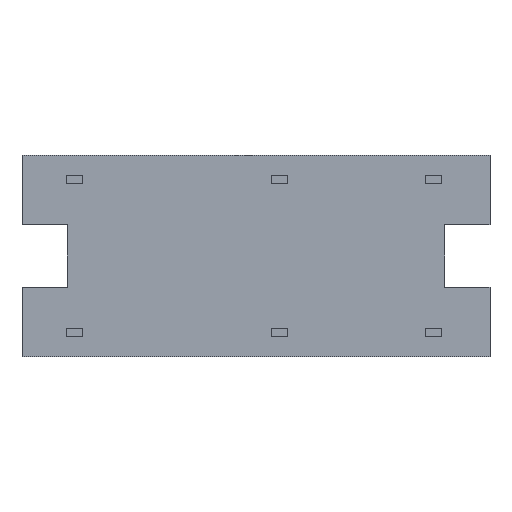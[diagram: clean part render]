
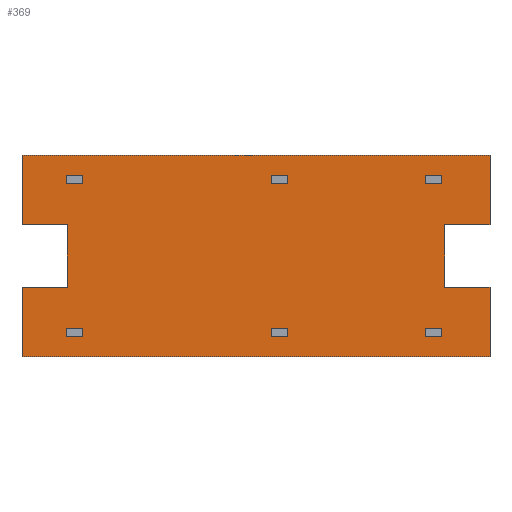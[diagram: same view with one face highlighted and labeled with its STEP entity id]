
A CAD part, front view. The second image highlights one B-rep face of the part: STEP entity #369.
In plain terms, the highlighted planar face has unit normal (0, -1, 0).
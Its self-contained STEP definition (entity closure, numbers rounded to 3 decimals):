
#369=ADVANCED_FACE('',(#743,#744,#745,#746,#747,#748,#749),#750,.T.);
#743=FACE_BOUND('',#1116,.T.);
#744=FACE_BOUND('',#1117,.T.);
#745=FACE_BOUND('',#1118,.T.);
#746=FACE_BOUND('',#1119,.T.);
#747=FACE_BOUND('',#1120,.T.);
#748=FACE_BOUND('',#1121,.T.);
#749=FACE_OUTER_BOUND('',#1122,.T.);
#750=PLANE('',#1123);
#1116=EDGE_LOOP('',(#2132,#2133,#2134,#2135));
#1117=EDGE_LOOP('',(#2136,#2137,#2138,#2139));
#1118=EDGE_LOOP('',(#2140,#2141,#2142,#2143));
#1119=EDGE_LOOP('',(#2144,#2145,#2146,#2147));
#1120=EDGE_LOOP('',(#2148,#2149,#2150,#2151));
#1121=EDGE_LOOP('',(#2152,#2153,#2154,#2155));
#1122=EDGE_LOOP('',(#2156,#2157,#2158,#2159,#2160,#2161,#2162,#2163,#2164,#2165,#2166,#2167));
#1123=AXIS2_PLACEMENT_3D('',#2168,#2169,#2170);
#2132=ORIENTED_EDGE('',*,*,#2205,.T.);
#2133=ORIENTED_EDGE('',*,*,#2200,.T.);
#2134=ORIENTED_EDGE('',*,*,#2209,.T.);
#2135=ORIENTED_EDGE('',*,*,#2215,.T.);
#2136=ORIENTED_EDGE('',*,*,#2222,.T.);
#2137=ORIENTED_EDGE('',*,*,#2217,.T.);
#2138=ORIENTED_EDGE('',*,*,#2226,.T.);
#2139=ORIENTED_EDGE('',*,*,#2232,.T.);
#2140=ORIENTED_EDGE('',*,*,#2239,.T.);
#2141=ORIENTED_EDGE('',*,*,#2234,.T.);
#2142=ORIENTED_EDGE('',*,*,#2243,.T.);
#2143=ORIENTED_EDGE('',*,*,#2249,.T.);
#2144=ORIENTED_EDGE('',*,*,#2256,.T.);
#2145=ORIENTED_EDGE('',*,*,#2251,.T.);
#2146=ORIENTED_EDGE('',*,*,#2260,.T.);
#2147=ORIENTED_EDGE('',*,*,#2266,.T.);
#2148=ORIENTED_EDGE('',*,*,#2273,.T.);
#2149=ORIENTED_EDGE('',*,*,#2268,.T.);
#2150=ORIENTED_EDGE('',*,*,#2277,.T.);
#2151=ORIENTED_EDGE('',*,*,#2283,.T.);
#2152=ORIENTED_EDGE('',*,*,#2290,.T.);
#2153=ORIENTED_EDGE('',*,*,#2285,.T.);
#2154=ORIENTED_EDGE('',*,*,#2294,.T.);
#2155=ORIENTED_EDGE('',*,*,#2300,.T.);
#2156=ORIENTED_EDGE('',*,*,#2319,.T.);
#2157=ORIENTED_EDGE('',*,*,#2605,.F.);
#2158=ORIENTED_EDGE('',*,*,#2612,.T.);
#2159=ORIENTED_EDGE('',*,*,#2414,.T.);
#2160=ORIENTED_EDGE('',*,*,#2405,.T.);
#2161=ORIENTED_EDGE('',*,*,#2412,.T.);
#2162=ORIENTED_EDGE('',*,*,#2398,.T.);
#2163=ORIENTED_EDGE('',*,*,#2420,.T.);
#2164=ORIENTED_EDGE('',*,*,#2613,.T.);
#2165=ORIENTED_EDGE('',*,*,#2395,.F.);
#2166=ORIENTED_EDGE('',*,*,#2304,.T.);
#2167=ORIENTED_EDGE('',*,*,#2312,.T.);
#2168=CARTESIAN_POINT('',(0.,0.0,-5.0));
#2169=DIRECTION('',(0.0,-1.0,0.0));
#2170=DIRECTION('',(1.0,0.0,0.0));
#2200=EDGE_CURVE('',#2617,#2618,#2619,.T.);
#2205=EDGE_CURVE('',#2626,#2617,#2627,.T.);
#2209=EDGE_CURVE('',#2618,#2632,#2633,.T.);
#2215=EDGE_CURVE('',#2632,#2626,#2640,.T.);
#2217=EDGE_CURVE('',#2642,#2643,#2644,.T.);
#2222=EDGE_CURVE('',#2651,#2642,#2652,.T.);
#2226=EDGE_CURVE('',#2643,#2657,#2658,.T.);
#2232=EDGE_CURVE('',#2657,#2651,#2665,.T.);
#2234=EDGE_CURVE('',#2667,#2668,#2669,.T.);
#2239=EDGE_CURVE('',#2676,#2667,#2677,.T.);
#2243=EDGE_CURVE('',#2668,#2682,#2683,.T.);
#2249=EDGE_CURVE('',#2682,#2676,#2690,.T.);
#2251=EDGE_CURVE('',#2692,#2693,#2694,.T.);
#2256=EDGE_CURVE('',#2701,#2692,#2702,.T.);
#2260=EDGE_CURVE('',#2693,#2707,#2708,.T.);
#2266=EDGE_CURVE('',#2707,#2701,#2715,.T.);
#2268=EDGE_CURVE('',#2717,#2718,#2719,.T.);
#2273=EDGE_CURVE('',#2726,#2717,#2727,.T.);
#2277=EDGE_CURVE('',#2718,#2732,#2733,.T.);
#2283=EDGE_CURVE('',#2732,#2726,#2740,.T.);
#2285=EDGE_CURVE('',#2742,#2743,#2744,.T.);
#2290=EDGE_CURVE('',#2751,#2742,#2752,.T.);
#2294=EDGE_CURVE('',#2743,#2757,#2758,.T.);
#2300=EDGE_CURVE('',#2757,#2751,#2765,.T.);
#2304=EDGE_CURVE('',#2772,#2770,#2773,.T.);
#2312=EDGE_CURVE('',#2770,#2784,#2786,.T.);
#2319=EDGE_CURVE('',#2784,#2796,#2798,.T.);
#2395=EDGE_CURVE('',#2772,#2938,#2939,.T.);
#2398=EDGE_CURVE('',#2942,#2943,#2944,.T.);
#2405=EDGE_CURVE('',#2954,#2955,#2956,.T.);
#2412=EDGE_CURVE('',#2955,#2942,#2966,.T.);
#2414=EDGE_CURVE('',#2968,#2954,#2969,.T.);
#2420=EDGE_CURVE('',#2943,#2976,#2978,.T.);
#2605=EDGE_CURVE('',#3219,#2796,#3221,.T.);
#2612=EDGE_CURVE('',#3219,#2968,#3229,.T.);
#2613=EDGE_CURVE('',#2976,#2938,#3230,.T.);
#2617=VERTEX_POINT('',#3234);
#2618=VERTEX_POINT('',#3235);
#2619=LINE('',#3236,#3237);
#2626=VERTEX_POINT('',#3247);
#2627=LINE('',#3248,#3249);
#2632=VERTEX_POINT('',#3256);
#2633=LINE('',#3257,#3258);
#2640=LINE('',#3268,#3269);
#2642=VERTEX_POINT('',#3271);
#2643=VERTEX_POINT('',#3272);
#2644=LINE('',#3273,#3274);
#2651=VERTEX_POINT('',#3284);
#2652=LINE('',#3285,#3286);
#2657=VERTEX_POINT('',#3293);
#2658=LINE('',#3294,#3295);
#2665=LINE('',#3305,#3306);
#2667=VERTEX_POINT('',#3308);
#2668=VERTEX_POINT('',#3309);
#2669=LINE('',#3310,#3311);
#2676=VERTEX_POINT('',#3321);
#2677=LINE('',#3322,#3323);
#2682=VERTEX_POINT('',#3330);
#2683=LINE('',#3331,#3332);
#2690=LINE('',#3342,#3343);
#2692=VERTEX_POINT('',#3345);
#2693=VERTEX_POINT('',#3346);
#2694=LINE('',#3347,#3348);
#2701=VERTEX_POINT('',#3358);
#2702=LINE('',#3359,#3360);
#2707=VERTEX_POINT('',#3367);
#2708=LINE('',#3368,#3369);
#2715=LINE('',#3379,#3380);
#2717=VERTEX_POINT('',#3382);
#2718=VERTEX_POINT('',#3383);
#2719=LINE('',#3384,#3385);
#2726=VERTEX_POINT('',#3395);
#2727=LINE('',#3396,#3397);
#2732=VERTEX_POINT('',#3404);
#2733=LINE('',#3405,#3406);
#2740=LINE('',#3416,#3417);
#2742=VERTEX_POINT('',#3419);
#2743=VERTEX_POINT('',#3420);
#2744=LINE('',#3421,#3422);
#2751=VERTEX_POINT('',#3432);
#2752=LINE('',#3433,#3434);
#2757=VERTEX_POINT('',#3441);
#2758=LINE('',#3442,#3443);
#2765=LINE('',#3453,#3454);
#2770=VERTEX_POINT('',#3460);
#2772=VERTEX_POINT('',#3463);
#2773=LINE('',#3464,#3465);
#2784=VERTEX_POINT('',#3481);
#2786=LINE('',#3484,#3485);
#2796=VERTEX_POINT('',#3499);
#2798=LINE('',#3502,#3503);
#2938=VERTEX_POINT('',#3712);
#2939=LINE('',#3713,#3714);
#2942=VERTEX_POINT('',#3718);
#2943=VERTEX_POINT('',#3719);
#2944=LINE('',#3720,#3721);
#2954=VERTEX_POINT('',#3736);
#2955=VERTEX_POINT('',#3737);
#2956=LINE('',#3738,#3739);
#2966=LINE('',#3754,#3755);
#2968=VERTEX_POINT('',#3757);
#2969=LINE('',#3758,#3759);
#2976=VERTEX_POINT('',#3769);
#2978=LINE('',#3772,#3773);
#3219=VERTEX_POINT('',#4129);
#3221=LINE('',#4132,#4133);
#3229=LINE('',#4144,#4145);
#3230=LINE('',#4146,#4147);
#3234=CARTESIAN_POINT('',(8.39,0.0,3.61));
#3235=CARTESIAN_POINT('',(8.39,0.0,4.01));
#3236=CARTESIAN_POINT('',(8.39,0.0,-0.595));
#3237=VECTOR('',#4150,1.0);
#3247=CARTESIAN_POINT('',(9.19,0.0,3.61));
#3248=CARTESIAN_POINT('',(4.395,0.0,3.61));
#3249=VECTOR('',#4154,1.0);
#3256=CARTESIAN_POINT('',(9.19,0.0,4.01));
#3257=CARTESIAN_POINT('',(4.395,0.0,4.01));
#3258=VECTOR('',#4157,1.0);
#3268=CARTESIAN_POINT('',(9.19,0.0,-0.595));
#3269=VECTOR('',#4161,1.0);
#3271=CARTESIAN_POINT('',(8.39,0.0,-4.01));
#3272=CARTESIAN_POINT('',(8.39,0.0,-3.61));
#3273=CARTESIAN_POINT('',(8.39,0.0,-4.405));
#3274=VECTOR('',#4162,1.0);
#3284=CARTESIAN_POINT('',(9.19,0.0,-4.01));
#3285=CARTESIAN_POINT('',(4.395,0.0,-4.01));
#3286=VECTOR('',#4166,1.0);
#3293=CARTESIAN_POINT('',(9.19,0.0,-3.61));
#3294=CARTESIAN_POINT('',(4.395,0.0,-3.61));
#3295=VECTOR('',#4169,1.0);
#3305=CARTESIAN_POINT('',(9.19,0.0,-4.405));
#3306=VECTOR('',#4173,1.0);
#3308=CARTESIAN_POINT('',(0.77,0.0,-4.01));
#3309=CARTESIAN_POINT('',(0.77,0.0,-3.61));
#3310=CARTESIAN_POINT('',(0.77,0.0,-4.405));
#3311=VECTOR('',#4174,1.0);
#3321=CARTESIAN_POINT('',(1.57,0.0,-4.01));
#3322=CARTESIAN_POINT('',(0.585,0.0,-4.01));
#3323=VECTOR('',#4178,1.0);
#3330=CARTESIAN_POINT('',(1.57,0.0,-3.61));
#3331=CARTESIAN_POINT('',(0.585,0.0,-3.61));
#3332=VECTOR('',#4181,1.0);
#3342=CARTESIAN_POINT('',(1.57,0.0,-4.405));
#3343=VECTOR('',#4185,1.0);
#3345=CARTESIAN_POINT('',(-9.39,0.0,-4.01));
#3346=CARTESIAN_POINT('',(-9.39,0.0,-3.61));
#3347=CARTESIAN_POINT('',(-9.39,0.0,-4.405));
#3348=VECTOR('',#4186,1.0);
#3358=CARTESIAN_POINT('',(-8.59,0.0,-4.01));
#3359=CARTESIAN_POINT('',(-4.495,0.0,-4.01));
#3360=VECTOR('',#4190,1.0);
#3367=CARTESIAN_POINT('',(-8.59,0.0,-3.61));
#3368=CARTESIAN_POINT('',(-4.495,0.0,-3.61));
#3369=VECTOR('',#4193,1.0);
#3379=CARTESIAN_POINT('',(-8.59,0.0,-4.405));
#3380=VECTOR('',#4197,1.0);
#3382=CARTESIAN_POINT('',(0.77,0.0,3.61));
#3383=CARTESIAN_POINT('',(0.77,0.0,4.01));
#3384=CARTESIAN_POINT('',(0.77,0.0,-0.595));
#3385=VECTOR('',#4198,1.0);
#3395=CARTESIAN_POINT('',(1.57,0.0,3.61));
#3396=CARTESIAN_POINT('',(0.585,0.0,3.61));
#3397=VECTOR('',#4202,1.0);
#3404=CARTESIAN_POINT('',(1.57,0.0,4.01));
#3405=CARTESIAN_POINT('',(0.585,0.0,4.01));
#3406=VECTOR('',#4205,1.0);
#3416=CARTESIAN_POINT('',(1.57,0.0,-0.595));
#3417=VECTOR('',#4209,1.0);
#3419=CARTESIAN_POINT('',(-9.39,0.0,3.61));
#3420=CARTESIAN_POINT('',(-9.39,0.0,4.01));
#3421=CARTESIAN_POINT('',(-9.39,0.0,-0.595));
#3422=VECTOR('',#4210,1.0);
#3432=CARTESIAN_POINT('',(-8.59,0.0,3.61));
#3433=CARTESIAN_POINT('',(-4.495,0.0,3.61));
#3434=VECTOR('',#4214,1.0);
#3441=CARTESIAN_POINT('',(-8.59,0.0,4.01));
#3442=CARTESIAN_POINT('',(-4.495,0.0,4.01));
#3443=VECTOR('',#4217,1.0);
#3453=CARTESIAN_POINT('',(-8.59,0.0,-0.595));
#3454=VECTOR('',#4221,1.0);
#3460=CARTESIAN_POINT('',(-9.35,0.0,1.55));
#3463=CARTESIAN_POINT('',(-11.6,0.0,1.55));
#3464=CARTESIAN_POINT('',(-5.3,0.0,1.55));
#3465=VECTOR('',#4224,1.0);
#3481=CARTESIAN_POINT('',(-9.35,0.0,-1.55));
#3484=CARTESIAN_POINT('',(-9.35,0.0,-2.5));
#3485=VECTOR('',#4231,1.0);
#3499=CARTESIAN_POINT('',(-11.6,0.0,-1.55));
#3502=CARTESIAN_POINT('',(-5.3,0.0,-1.55));
#3503=VECTOR('',#4237,1.0);
#3712=CARTESIAN_POINT('',(-11.6,0.0,5.0));
#3713=CARTESIAN_POINT('',(-11.6,0.0,-5.0));
#3714=VECTOR('',#4307,1.0);
#3718=CARTESIAN_POINT('',(9.35,0.0,1.55));
#3719=CARTESIAN_POINT('',(11.6,0.0,1.55));
#3720=CARTESIAN_POINT('',(5.3,0.0,1.55));
#3721=VECTOR('',#4309,1.0);
#3736=CARTESIAN_POINT('',(11.6,0.0,-1.55));
#3737=CARTESIAN_POINT('',(9.35,0.0,-1.55));
#3738=CARTESIAN_POINT('',(5.3,0.0,-1.55));
#3739=VECTOR('',#4315,1.0);
#3754=CARTESIAN_POINT('',(9.35,0.0,-2.5));
#3755=VECTOR('',#4321,1.0);
#3757=CARTESIAN_POINT('',(11.6,0.0,-5.0));
#3758=CARTESIAN_POINT('',(11.6,0.0,-5.0));
#3759=VECTOR('',#4322,1.0);
#3769=CARTESIAN_POINT('',(11.6,0.0,5.0));
#3772=CARTESIAN_POINT('',(11.6,0.0,-5.0));
#3773=VECTOR('',#4327,1.0);
#4129=CARTESIAN_POINT('',(-11.6,0.0,-5.0));
#4132=CARTESIAN_POINT('',(-11.6,0.0,-5.0));
#4133=VECTOR('',#4444,1.0);
#4144=CARTESIAN_POINT('',(-11.6,0.0,-5.0));
#4145=VECTOR('',#4448,1.0);
#4146=CARTESIAN_POINT('',(-11.6,0.0,5.0));
#4147=VECTOR('',#4449,1.0);
#4150=DIRECTION('',(-0.0,0.0,1.0));
#4154=DIRECTION('',(-1.0,0.0,0.0));
#4157=DIRECTION('',(1.0,0.0,-0.0));
#4161=DIRECTION('',(-0.0,-0.0,-1.0));
#4162=DIRECTION('',(-0.0,0.0,1.0));
#4166=DIRECTION('',(-1.0,0.0,0.0));
#4169=DIRECTION('',(1.0,0.0,-0.0));
#4173=DIRECTION('',(-0.0,-0.0,-1.0));
#4174=DIRECTION('',(-0.0,0.0,1.0));
#4178=DIRECTION('',(-1.0,0.0,0.0));
#4181=DIRECTION('',(1.0,0.0,-0.0));
#4185=DIRECTION('',(-0.0,-0.0,-1.0));
#4186=DIRECTION('',(-0.0,0.0,1.0));
#4190=DIRECTION('',(-1.0,0.0,0.0));
#4193=DIRECTION('',(1.0,0.0,-0.0));
#4197=DIRECTION('',(-0.0,-0.0,-1.0));
#4198=DIRECTION('',(-0.0,0.0,1.0));
#4202=DIRECTION('',(-1.0,0.0,0.0));
#4205=DIRECTION('',(1.0,0.0,-0.0));
#4209=DIRECTION('',(-0.0,-0.0,-1.0));
#4210=DIRECTION('',(-0.0,0.0,1.0));
#4214=DIRECTION('',(-1.0,0.0,0.0));
#4217=DIRECTION('',(1.0,0.0,-0.0));
#4221=DIRECTION('',(-0.0,-0.0,-1.0));
#4224=DIRECTION('',(1.0,0.0,0.));
#4231=DIRECTION('',(0.,0.0,-1.0));
#4237=DIRECTION('',(-1.0,-0.0,0.));
#4307=DIRECTION('',(0.0,0.0,1.0));
#4309=DIRECTION('',(1.0,0.0,-0.0));
#4315=DIRECTION('',(-1.0,0.0,0.0));
#4321=DIRECTION('',(-0.0,0.0,1.0));
#4322=DIRECTION('',(0.0,0.0,1.0));
#4327=DIRECTION('',(0.0,0.0,1.0));
#4444=DIRECTION('',(0.0,0.0,1.0));
#4448=DIRECTION('',(1.0,0.0,0.0));
#4449=DIRECTION('',(-1.0,-0.0,-0.0));
